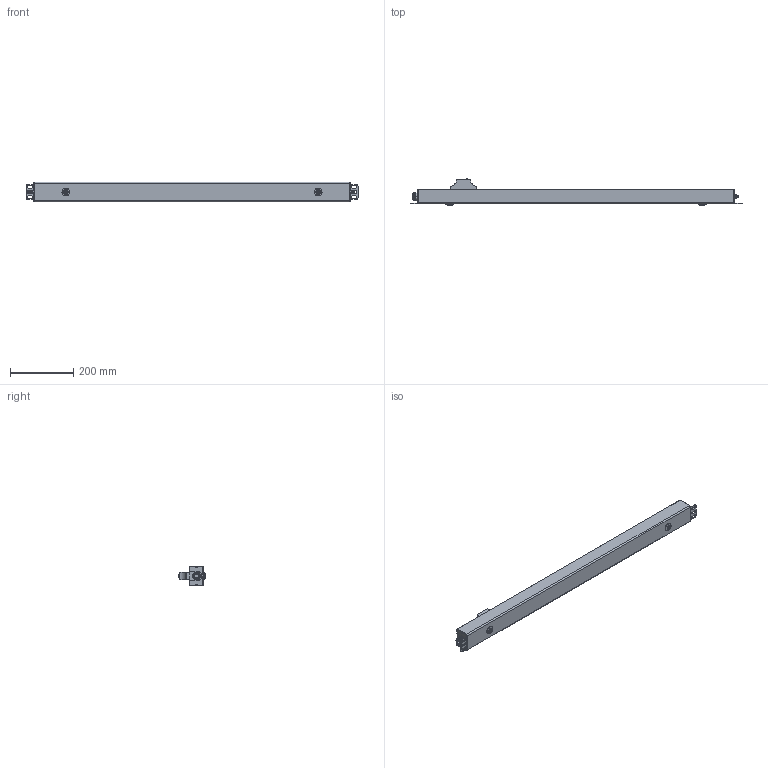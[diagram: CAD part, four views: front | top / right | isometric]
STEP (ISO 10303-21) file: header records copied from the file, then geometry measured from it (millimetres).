
FILE_DESCRIPTION((''),'2;1');
FILE_NAME('2-BS-PV12-18D-11_ASM','2023-01-29T',('ROG TT'),(''),'PRO/ENGINEER BY PARAMETRIC TECHNOLOGY CORPORATION, 2001280','PRO/ENGINEER BY PARAMETRIC TECHNOLOGY CORPORATION, 2001280','');
FILE_SCHEMA(('CONFIG_CONTROL_DESIGN'));
Length unit declared in the file: millimetre
Products named in the file (7): 2-BS-PV12-18D-11; M6_LUOMAO; PG11_SUOTOU1; GUOER_HULU; GER_E; PG25_GUAER_1; 2-BS-PV12-18D-11_ASM
Assembly tree (26 placements, depth 2):
  2-BS-PV12-18D-11_ASM
    2-BS-PV12-18D-11
    M6_LUOMAO  x2
    PG11_SUOTOU1
    GUOER_HULU  x2
    GER_E  x18
    PG25_GUAER_1  x2
Bounding box: 1052 x 86.9 x 62.5 mm (x, y, z)
Volume: 2473965.2 mm3; surface area: 330732 mm2
Topology: 26 solids, 26 shells, 1915 faces, 4888 edges, 3097 vertices
Faces by surface type: plane 959, cylinder 551, bspline 239, cone 90, torus 76
Entity records: 37168 total; most frequent: CARTESIAN_POINT 11314, ORIENTED_EDGE 5440, DIRECTION 5217, EDGE_CURVE 2720, VECTOR 1805, LINE 1805, VERTEX_POINT 1793, AXIS2_PLACEMENT_3D 1706
